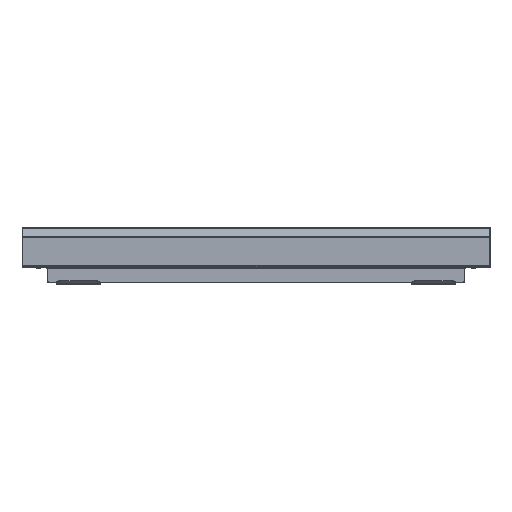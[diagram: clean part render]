
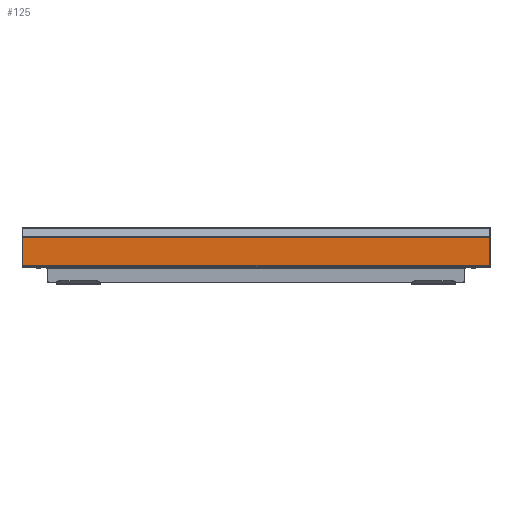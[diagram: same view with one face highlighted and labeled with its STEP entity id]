
A CAD part, top view. The second image highlights one B-rep face of the part: STEP entity #125.
In plain terms, the highlighted planar face has unit normal (0, 0, 1).
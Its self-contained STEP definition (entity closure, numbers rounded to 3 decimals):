
#125 = ADVANCED_FACE ( 'NONE', ( #5029 ), #187, .T. ) ;
#187 = PLANE ( 'NONE',  #4214 ) ;
#496 = DIRECTION ( 'NONE',  ( 0., -1., 0. ) ) ;
#626 = CARTESIAN_POINT ( 'NONE',  ( 427.5, -69.906, 393. ) ) ;
#897 = VECTOR ( 'NONE', #12433, 1000. ) ;
#1111 = EDGE_CURVE ( 'NONE', #14283, #4028, #1696, .T. ) ;
#1211 = CARTESIAN_POINT ( 'NONE',  ( -427.5, -69.906, 393. ) ) ;
#1479 = CARTESIAN_POINT ( 'NONE',  ( -427.5, -69.906, 393. ) ) ;
#1620 = EDGE_CURVE ( 'NONE', #4028, #10893, #15565, .T. ) ;
#1696 = LINE ( 'NONE', #15117, #897 ) ;
#2425 = ORIENTED_EDGE ( 'NONE', *, *, #1111, .F. ) ;
#2639 = EDGE_LOOP ( 'NONE', ( #7839, #13394, #2425, #9702 ) ) ;
#2656 = DIRECTION ( 'NONE',  ( 0., 0., 1. ) ) ;
#3927 = CARTESIAN_POINT ( 'NONE',  ( -427.5, -19.054, 393. ) ) ;
#4028 = VERTEX_POINT ( 'NONE', #15081 ) ;
#4214 = AXIS2_PLACEMENT_3D ( 'NONE', #3927, #2656, #496 ) ;
#5029 = FACE_OUTER_BOUND ( 'NONE', #2639, .T. ) ;
#5396 = VECTOR ( 'NONE', #11169, 1000. ) ;
#6039 = DIRECTION ( 'NONE',  ( 0., -1., 0. ) ) ;
#6510 = EDGE_CURVE ( 'NONE', #14082, #10893, #12370, .T. ) ;
#7326 = DIRECTION ( 'NONE',  ( 0., -1., 0. ) ) ;
#7781 = VECTOR ( 'NONE', #7326, 1000. ) ;
#7839 = ORIENTED_EDGE ( 'NONE', *, *, #6510, .T. ) ;
#8344 = CARTESIAN_POINT ( 'NONE',  ( 427.5, -19.054, 393. ) ) ;
#9633 = LINE ( 'NONE', #15574, #7781 ) ;
#9702 = ORIENTED_EDGE ( 'NONE', *, *, #12629, .T. ) ;
#10893 = VERTEX_POINT ( 'NONE', #626 ) ;
#11169 = DIRECTION ( 'NONE',  ( 1., 0., 0. ) ) ;
#11228 = CARTESIAN_POINT ( 'NONE',  ( -427.5, -19.054, 393. ) ) ;
#12370 = LINE ( 'NONE', #1479, #5396 ) ;
#12433 = DIRECTION ( 'NONE',  ( 1., 0., 0. ) ) ;
#12457 = VECTOR ( 'NONE', #6039, 1000. ) ;
#12629 = EDGE_CURVE ( 'NONE', #14283, #14082, #9633, .T. ) ;
#13394 = ORIENTED_EDGE ( 'NONE', *, *, #1620, .F. ) ;
#14082 = VERTEX_POINT ( 'NONE', #1211 ) ;
#14283 = VERTEX_POINT ( 'NONE', #11228 ) ;
#15081 = CARTESIAN_POINT ( 'NONE',  ( 427.5, -19.054, 393. ) ) ;
#15117 = CARTESIAN_POINT ( 'NONE',  ( -427.5, -19.054, 393. ) ) ;
#15565 = LINE ( 'NONE', #8344, #12457 ) ;
#15574 = CARTESIAN_POINT ( 'NONE',  ( -427.5, -19.054, 393. ) ) ;
